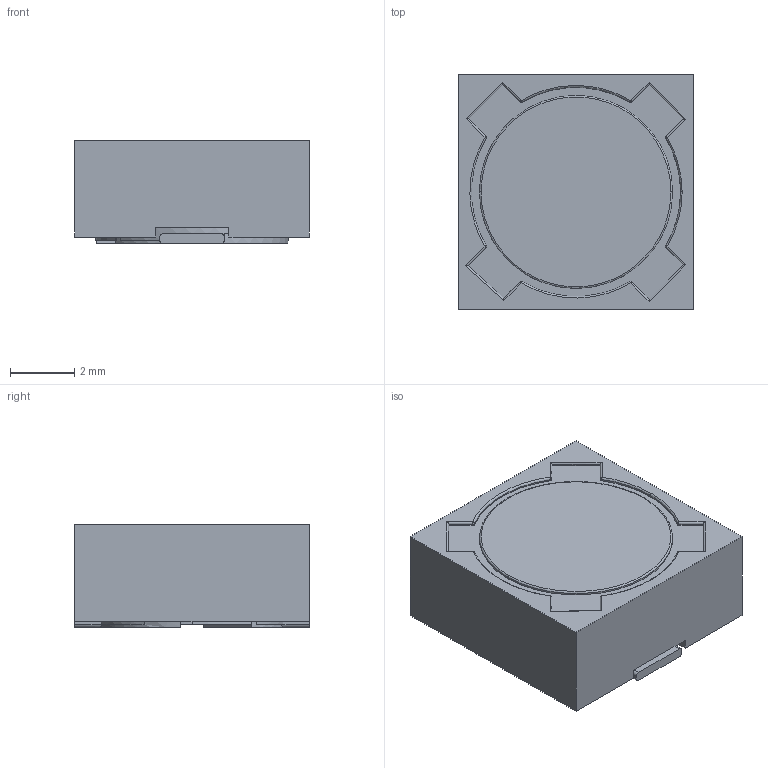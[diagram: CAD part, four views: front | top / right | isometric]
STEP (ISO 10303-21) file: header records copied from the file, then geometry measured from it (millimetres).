
FILE_DESCRIPTION (( 'STEP AP214' ), '1' );
FILE_NAME ('User Library-DE0703.STEP', '2017-08-29T07:25:57', ( 'Windows User' ), ( '' ), 'SwSTEP 2.0', 'SolidWorks 2017', '' );
FILE_SCHEMA (( 'AUTOMOTIVE_DESIGN' ));
Length unit declared in the file: millimetre
Products named in the file (1): User Library-DE0703
Bounding box: 7.3 x 7.3 x 3.2 mm (x, y, z)
Volume: 163 mm3; surface area: 209.5 mm2
Topology: 1 solids, 1 shells, 104 faces, 268 edges, 166 vertices
Faces by surface type: cylinder 46, plane 41, bspline 17
Entity records: 4538 total; most frequent: CARTESIAN_POINT 1081, ORIENTED_EDGE 532, DIRECTION 489, EDGE_CURVE 266, AXIS2_PLACEMENT_3D 170, VERTEX_POINT 166, LINE 149, VECTOR 149
